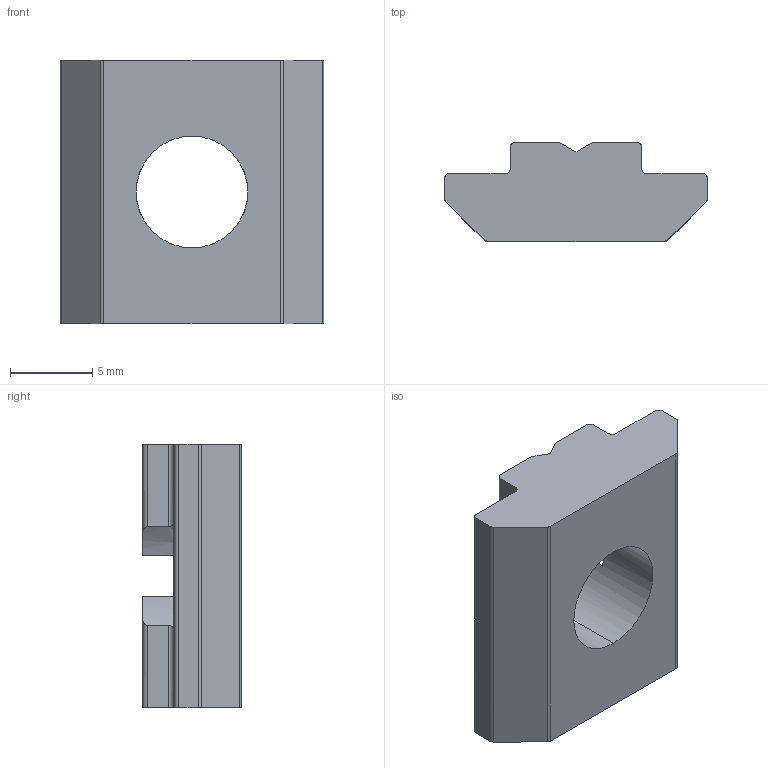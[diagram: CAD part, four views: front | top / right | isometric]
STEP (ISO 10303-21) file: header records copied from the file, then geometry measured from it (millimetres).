
FILE_DESCRIPTION (( 'STEP AP214' ), '1' );
FILE_NAME ('096018.STEP', '2014-08-18T09:27:59', ( '' ), ( '' ), 'SwSTEP 2.0', 'SolidWorks 2014', '' );
FILE_SCHEMA (( 'AUTOMOTIVE_DESIGN' ));
Length unit declared in the file: millimetre
Products named in the file (1): 096018
Bounding box: 16 x 6 x 16 mm (x, y, z)
Volume: 955.8 mm3; surface area: 834.4 mm2
Topology: 1 solids, 1 shells, 41 faces, 118 edges, 78 vertices
Faces by surface type: plane 21, cylinder 20
Entity records: 1452 total; most frequent: CARTESIAN_POINT 306, ORIENTED_EDGE 236, DIRECTION 226, EDGE_CURVE 118, AXIS2_PLACEMENT_3D 78, VERTEX_POINT 78, VECTOR 70, LINE 70
